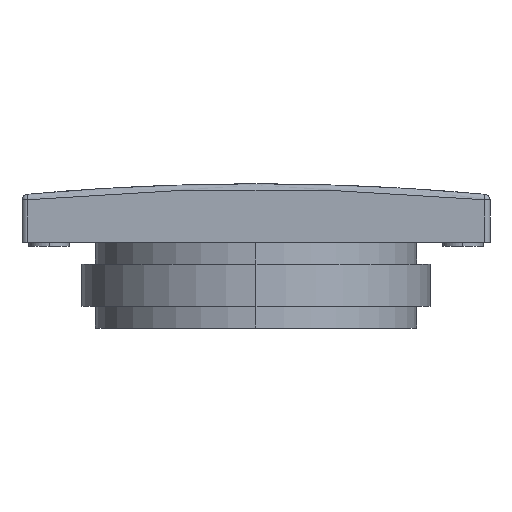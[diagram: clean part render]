
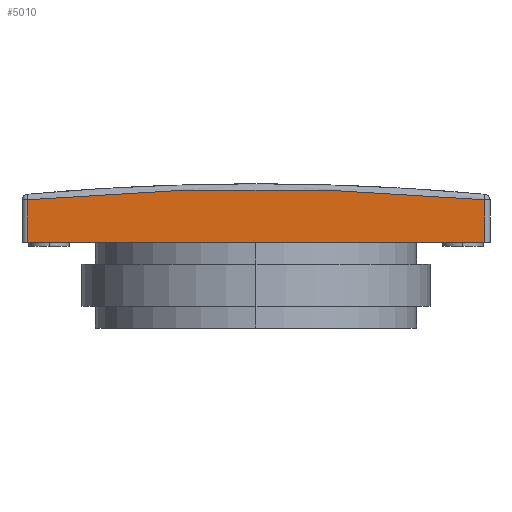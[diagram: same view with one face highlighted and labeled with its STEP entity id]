
A CAD part, left-side view. The second image highlights one B-rep face of the part: STEP entity #5010.
In plain terms, the highlighted planar face has unit normal (-1, 0, 0).
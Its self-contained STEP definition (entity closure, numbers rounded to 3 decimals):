
#356 = EDGE_LOOP ( 'NONE', ( #4329, #501, #555, #3808 ) ) ;
#494 = FACE_OUTER_BOUND ( 'NONE', #356, .T. ) ;
#501 = ORIENTED_EDGE ( 'NONE', *, *, #6229, .T. ) ;
#555 = ORIENTED_EDGE ( 'NONE', *, *, #3450, .T. ) ;
#880 = CARTESIAN_POINT ( 'NONE',  ( -86., 86., 21.5 ) ) ;
#1198 = DIRECTION ( 'NONE',  ( 0., 0., -1. ) ) ;
#1290 = CARTESIAN_POINT ( 'NONE',  ( -86., 0., -905. ) ) ;
#1317 = LINE ( 'NONE', #5349, #5013 ) ;
#1522 = CARTESIAN_POINT ( 'NONE',  ( -86., -84., 0. ) ) ;
#1553 = DIRECTION ( 'NONE',  ( 0., 0., 1. ) ) ;
#1573 = CIRCLE ( 'NONE', #5220, 924.5 ) ;
#2126 = VECTOR ( 'NONE', #1198, 1000. ) ;
#2174 = EDGE_CURVE ( 'NONE', #5317, #3752, #4989, .T. ) ;
#2323 = PLANE ( 'NONE',  #3279 ) ;
#2573 = CARTESIAN_POINT ( 'NONE',  ( -86., -84., 15.676 ) ) ;
#2788 = LINE ( 'NONE', #3083, #2126 ) ;
#2842 = CARTESIAN_POINT ( 'NONE',  ( -86., 84., 15.676 ) ) ;
#3021 = VERTEX_POINT ( 'NONE', #2842 ) ;
#3083 = CARTESIAN_POINT ( 'NONE',  ( -86., 84., 21.5 ) ) ;
#3188 = DIRECTION ( 'NONE',  ( -1., 0., 0. ) ) ;
#3279 = AXIS2_PLACEMENT_3D ( 'NONE', #880, #4726, #5249 ) ;
#3450 = EDGE_CURVE ( 'NONE', #3735, #3021, #1573, .T. ) ;
#3735 = VERTEX_POINT ( 'NONE', #2573 ) ;
#3752 = VERTEX_POINT ( 'NONE', #5952 ) ;
#3808 = ORIENTED_EDGE ( 'NONE', *, *, #3815, .T. ) ;
#3815 = EDGE_CURVE ( 'NONE', #3021, #3752, #2788, .T. ) ;
#4206 = DIRECTION ( 'NONE',  ( 0., 1., 0. ) ) ;
#4329 = ORIENTED_EDGE ( 'NONE', *, *, #2174, .F. ) ;
#4537 = VECTOR ( 'NONE', #4206, 1000. ) ;
#4647 = CARTESIAN_POINT ( 'NONE',  ( -86., -86., 0. ) ) ;
#4726 = DIRECTION ( 'NONE',  ( 1., 0., 0. ) ) ;
#4989 = LINE ( 'NONE', #4647, #4537 ) ;
#5010 = ADVANCED_FACE ( 'NONE', ( #494 ), #2323, .F. ) ;
#5013 = VECTOR ( 'NONE', #1553, 1000. ) ;
#5220 = AXIS2_PLACEMENT_3D ( 'NONE', #1290, #3188, #6117 ) ;
#5249 = DIRECTION ( 'NONE',  ( 0., 1., 0. ) ) ;
#5317 = VERTEX_POINT ( 'NONE', #1522 ) ;
#5349 = CARTESIAN_POINT ( 'NONE',  ( -86., -84., 21.5 ) ) ;
#5952 = CARTESIAN_POINT ( 'NONE',  ( -86., 84., 0. ) ) ;
#6117 = DIRECTION ( 'NONE',  ( 0., 1., 0. ) ) ;
#6229 = EDGE_CURVE ( 'NONE', #5317, #3735, #1317, .T. ) ;
